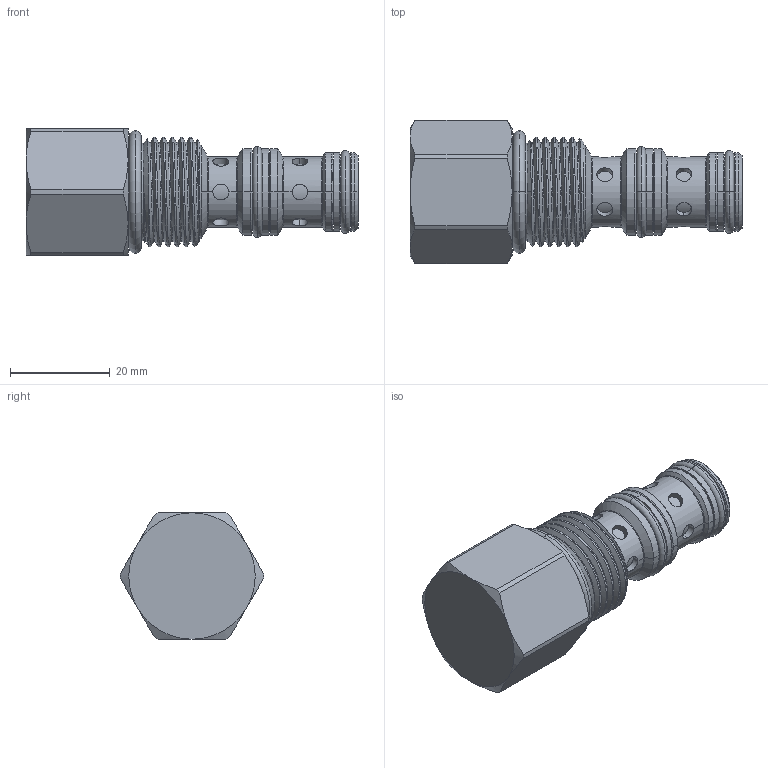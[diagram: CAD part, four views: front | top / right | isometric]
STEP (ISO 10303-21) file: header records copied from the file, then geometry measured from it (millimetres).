
FILE_DESCRIPTION (( 'STEP AP203' ), '1' );
FILE_NAME ('DD10W32-N.STEP', '2022-06-17T07:36:21', ( '' ), ( '' ), 'SwSTEP 2.0', 'SolidWorks 2018', '' );
FILE_SCHEMA (( 'CONFIG_CONTROL_DESIGN' ));
Length unit declared in the file: millimetre
Products named in the file (1): DD10W32-N
Bounding box: 66.72 x 28.8 x 25.4 mm (x, y, z)
Volume: 22439 mm3; surface area: 7602.3 mm2
Topology: 4 solids, 4 shells, 173 faces, 379 edges, 227 vertices
Faces by surface type: cylinder 80, torus 38, cone 33, plane 19, bspline 3
Entity records: 7781 total; most frequent: CARTESIAN_POINT 4035, DIRECTION 777, ORIENTED_EDGE 758, EDGE_CURVE 379, AXIS2_PLACEMENT_3D 340, VERTEX_POINT 227, EDGE_LOOP 192, FACE_OUTER_BOUND 173
